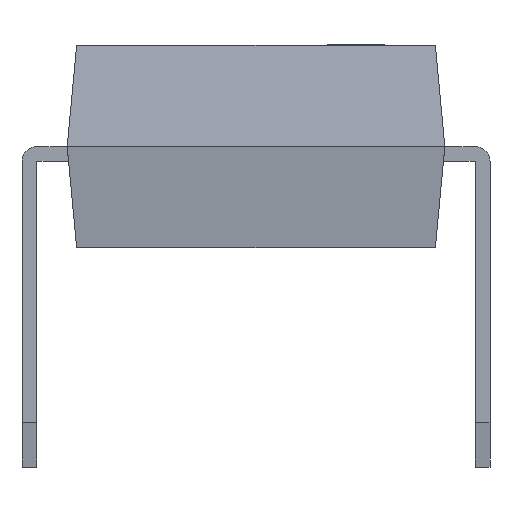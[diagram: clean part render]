
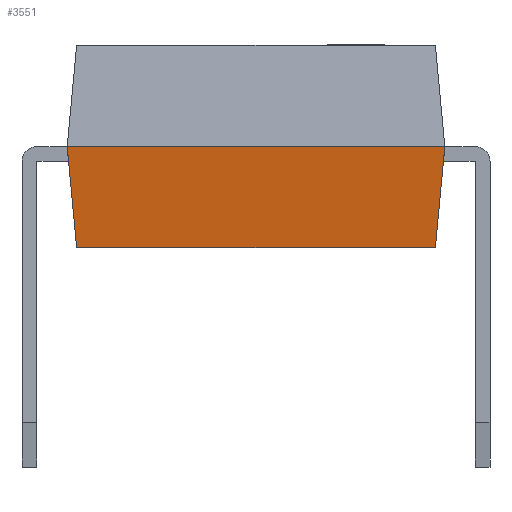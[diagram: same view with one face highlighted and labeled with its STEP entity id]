
A CAD part, front view. The second image highlights one B-rep face of the part: STEP entity #3551.
In plain terms, the highlighted free-form (B-spline) face has degree [1, 1] with [2, 2] control points.
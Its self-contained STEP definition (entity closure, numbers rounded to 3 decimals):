
#872 = VERTEX_POINT('',#873);
#873 = CARTESIAN_POINT('',(3.175,-4.795,2.21));
#894 = EDGE_CURVE('',#895,#872,#897,.T.);
#895 = VERTEX_POINT('',#896);
#896 = CARTESIAN_POINT('',(-3.175,-4.795,2.21));
#897 = LINE('',#898,#899);
#898 = CARTESIAN_POINT('',(-3.175,-4.795,2.21));
#899 = VECTOR('',#900,1.);
#900 = DIRECTION('',(1.,0.,0.));
#3298 = EDGE_CURVE('',#872,#3299,#3301,.T.);
#3299 = VERTEX_POINT('',#3300);
#3300 = CARTESIAN_POINT('',(3.016,-4.555,0.51));
#3301 = B_SPLINE_CURVE_WITH_KNOTS('',1,(#3302,#3303),.UNSPECIFIED.,.F.,
  .F.,(2,2),(0.,1.),.PIECEWISE_BEZIER_KNOTS.);
#3302 = CARTESIAN_POINT('',(3.175,-4.795,2.21));
#3303 = CARTESIAN_POINT('',(3.016,-4.555,0.51));
#3551 = ADVANCED_FACE('',(#3552),#3569,.F.);
#3552 = FACE_BOUND('',#3553,.F.);
#3553 = EDGE_LOOP('',(#3554,#3555,#3556,#3564));
#3554 = ORIENTED_EDGE('',*,*,#894,.T.);
#3555 = ORIENTED_EDGE('',*,*,#3298,.T.);
#3556 = ORIENTED_EDGE('',*,*,#3557,.F.);
#3557 = EDGE_CURVE('',#3558,#3299,#3560,.T.);
#3558 = VERTEX_POINT('',#3559);
#3559 = CARTESIAN_POINT('',(-3.016,-4.555,0.51));
#3560 = LINE('',#3561,#3562);
#3561 = CARTESIAN_POINT('',(-3.016,-4.555,0.51));
#3562 = VECTOR('',#3563,1.);
#3563 = DIRECTION('',(1.,0.,0.));
#3564 = ORIENTED_EDGE('',*,*,#3565,.F.);
#3565 = EDGE_CURVE('',#895,#3558,#3566,.T.);
#3566 = B_SPLINE_CURVE_WITH_KNOTS('',1,(#3567,#3568),.UNSPECIFIED.,.F.,
  .F.,(2,2),(0.,1.),.PIECEWISE_BEZIER_KNOTS.);
#3567 = CARTESIAN_POINT('',(-3.175,-4.795,2.21));
#3568 = CARTESIAN_POINT('',(-3.016,-4.555,0.51));
#3569 = B_SPLINE_SURFACE_WITH_KNOTS('',1,1,(
    (#3570,#3571)
    ,(#3572,#3573
    )),.UNSPECIFIED.,.F.,.F.,.F.,(2,2),(2,2),(0.,6.35),(0.,1.),
  .PIECEWISE_BEZIER_KNOTS.);
#3570 = CARTESIAN_POINT('',(-3.175,-4.795,2.21));
#3571 = CARTESIAN_POINT('',(-3.016,-4.555,0.51));
#3572 = CARTESIAN_POINT('',(3.175,-4.795,2.21));
#3573 = CARTESIAN_POINT('',(3.016,-4.555,0.51));
